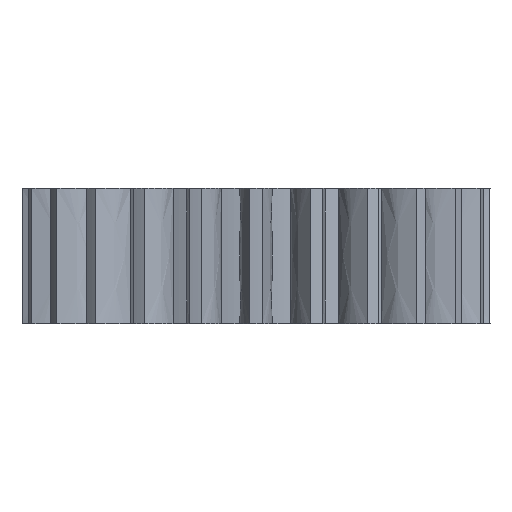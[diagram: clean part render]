
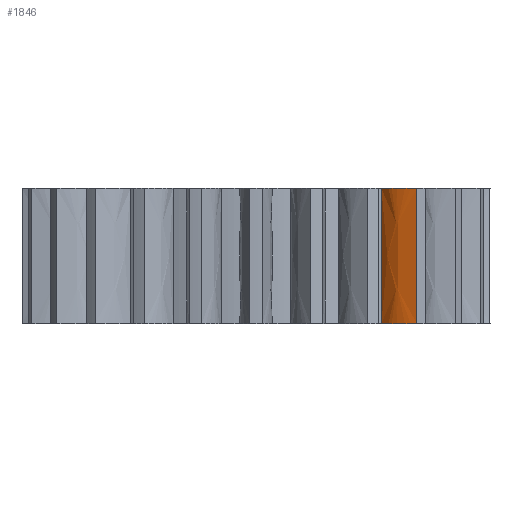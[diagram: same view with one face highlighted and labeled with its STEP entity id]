
A CAD part, front view. The second image highlights one B-rep face of the part: STEP entity #1846.
In plain terms, the highlighted free-form (B-spline) face has degree [3, 1] with [12, 2] control points.
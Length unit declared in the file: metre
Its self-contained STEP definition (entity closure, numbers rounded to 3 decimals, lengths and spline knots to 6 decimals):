
#19=B_SPLINE_SURFACE_WITH_KNOTS('',3,1,((#6103,#6104),(#6105,#6106),(#6107,
#6108),(#6109,#6110),(#6111,#6112),(#6113,#6114),(#6115,#6116),(#6117,#6118),
(#6119,#6120),(#6121,#6122),(#6123,#6124),(#6125,#6126)),
 .SURF_OF_LINEAR_EXTRUSION.,.F.,.F.,.F.,(4,1,1,1,1,1,1,1,1,4),(2,2),(0.,
0.061568,0.092352,0.123136,0.184704,
0.246272,0.369408,0.492544,0.738817,0.985089),
(0.,1.),.UNSPECIFIED.);
#149=LINE('',#5906,#254);
#169=LINE('',#6127,#274);
#254=VECTOR('',#2348,1.);
#274=VECTOR('',#2386,1.);
#748=ORIENTED_EDGE('',*,*,#1178,.T.);
#749=ORIENTED_EDGE('',*,*,#1241,.F.);
#750=ORIENTED_EDGE('',*,*,#1034,.F.);
#751=ORIENTED_EDGE('',*,*,#1261,.T.);
#1034=EDGE_CURVE('',#1331,#1332,#1516,.T.);
#1178=EDGE_CURVE('',#1476,#1475,#1586,.T.);
#1241=EDGE_CURVE('',#1332,#1475,#149,.T.);
#1261=EDGE_CURVE('',#1331,#1476,#169,.T.);
#1331=VERTEX_POINT('',#2935);
#1332=VERTEX_POINT('',#2968);
#1475=VERTEX_POINT('',#5394);
#1476=VERTEX_POINT('',#5427);
#1516=B_SPLINE_CURVE_WITH_KNOTS('',3,(#2936,#2937,#2938,#2939,#2940,#2941,
#2942,#2943,#2944,#2945,#2946,#2947,#2948,#2949,#2950,#2951,#2952,#2953,
#2954,#2955,#2956,#2957,#2958,#2959,#2960,#2961,#2962,#2963,#2964,#2965,
#2966,#2967),.UNSPECIFIED.,.F.,.F.,(4,1,1,1,1,1,1,1,1,1,1,1,1,1,1,1,1,1,
1,1,1,1,1,1,1,1,1,1,1,4),(0.,0.094719,0.105435,0.11927,
0.135639,0.154201,0.174721,0.197028,
0.220991,0.2465,0.273469,0.301822,
0.331494,0.362429,0.394578,0.427896,0.462344,
0.497886,0.534489,0.572123,0.610761,
0.650377,0.690949,0.732452,0.774869,
0.818178,0.862362,0.907405,0.953289,
0.985089),.UNSPECIFIED.);
#1586=B_SPLINE_CURVE_WITH_KNOTS('',3,(#5395,#5396,#5397,#5398,#5399,#5400,
#5401,#5402,#5403,#5404,#5405,#5406,#5407,#5408,#5409,#5410,#5411,#5412,
#5413,#5414,#5415,#5416,#5417,#5418,#5419,#5420,#5421,#5422,#5423,#5424,
#5425,#5426),.UNSPECIFIED.,.F.,.F.,(4,1,1,1,1,1,1,1,1,1,1,1,1,1,1,1,1,1,
1,1,1,1,1,1,1,1,1,1,1,4),(0.,0.094719,0.105435,0.11927,
0.135639,0.154201,0.174721,0.197028,
0.220991,0.2465,0.273469,0.301822,
0.331494,0.362429,0.394578,0.427896,0.462344,
0.497886,0.534489,0.572123,0.610761,
0.650377,0.690949,0.732452,0.774869,
0.818178,0.862362,0.907405,0.953289,
0.985089),.UNSPECIFIED.);
#1637=EDGE_LOOP('',(#748,#749,#750,#751));
#1740=FACE_BOUND('',#1637,.T.);
#1846=ADVANCED_FACE('',(#1740),#19,.F.);
#2348=DIRECTION('',(0.,0.,-1.));
#2386=DIRECTION('',(0.,0.,-1.));
#2935=CARTESIAN_POINT('',(0.008848,-0.010398,0.009525));
#2936=CARTESIAN_POINT('',(0.008848,-0.010398,0.009525));
#2937=CARTESIAN_POINT('',(0.009051,-0.010637,0.009525));
#2938=CARTESIAN_POINT('',(0.009278,-0.010904,0.009525));
#2939=CARTESIAN_POINT('',(0.009288,-0.010914,0.009525));
#2940=CARTESIAN_POINT('',(0.009299,-0.010926,0.009525));
#2941=CARTESIAN_POINT('',(0.009313,-0.01094,0.009525));
#2942=CARTESIAN_POINT('',(0.009331,-0.010958,0.009525));
#2943=CARTESIAN_POINT('',(0.009354,-0.01098,0.009525));
#2944=CARTESIAN_POINT('',(0.009382,-0.011005,0.009525));
#2945=CARTESIAN_POINT('',(0.009414,-0.011033,0.009525));
#2946=CARTESIAN_POINT('',(0.009451,-0.011064,0.009525));
#2947=CARTESIAN_POINT('',(0.009494,-0.011098,0.009525));
#2948=CARTESIAN_POINT('',(0.009542,-0.011135,0.009525));
#2949=CARTESIAN_POINT('',(0.009595,-0.011174,0.009525));
#2950=CARTESIAN_POINT('',(0.009653,-0.011215,0.009525));
#2951=CARTESIAN_POINT('',(0.009717,-0.011259,0.009525));
#2952=CARTESIAN_POINT('',(0.009787,-0.011304,0.009525));
#2953=CARTESIAN_POINT('',(0.009862,-0.011351,0.009525));
#2954=CARTESIAN_POINT('',(0.009943,-0.011399,0.009525));
#2955=CARTESIAN_POINT('',(0.010031,-0.011449,0.009525));
#2956=CARTESIAN_POINT('',(0.010124,-0.011499,0.009525));
#2957=CARTESIAN_POINT('',(0.010223,-0.01155,0.009525));
#2958=CARTESIAN_POINT('',(0.010329,-0.011602,0.009525));
#2959=CARTESIAN_POINT('',(0.01044,-0.011654,0.009525));
#2960=CARTESIAN_POINT('',(0.010558,-0.011706,0.009525));
#2961=CARTESIAN_POINT('',(0.010682,-0.011758,0.009525));
#2962=CARTESIAN_POINT('',(0.010813,-0.011809,0.009525));
#2963=CARTESIAN_POINT('',(0.01095,-0.01186,0.009525));
#2964=CARTESIAN_POINT('',(0.011093,-0.01191,0.009525));
#2965=CARTESIAN_POINT('',(0.011227,-0.011954,0.009525));
#2966=CARTESIAN_POINT('',(0.011313,-0.01198,0.009525));
#2967=CARTESIAN_POINT('',(0.011349,-0.011991,0.009525));
#2968=CARTESIAN_POINT('',(0.011349,-0.011991,0.009525));
#5394=CARTESIAN_POINT('',(0.011349,-0.011991,0.));
#5395=CARTESIAN_POINT('',(0.008848,-0.010398,0.));
#5396=CARTESIAN_POINT('',(0.009051,-0.010637,0.));
#5397=CARTESIAN_POINT('',(0.009278,-0.010904,0.));
#5398=CARTESIAN_POINT('',(0.009288,-0.010914,0.));
#5399=CARTESIAN_POINT('',(0.009299,-0.010926,0.));
#5400=CARTESIAN_POINT('',(0.009313,-0.01094,0.));
#5401=CARTESIAN_POINT('',(0.009331,-0.010958,0.));
#5402=CARTESIAN_POINT('',(0.009354,-0.01098,0.));
#5403=CARTESIAN_POINT('',(0.009382,-0.011005,0.));
#5404=CARTESIAN_POINT('',(0.009414,-0.011033,0.));
#5405=CARTESIAN_POINT('',(0.009451,-0.011064,0.));
#5406=CARTESIAN_POINT('',(0.009494,-0.011098,0.));
#5407=CARTESIAN_POINT('',(0.009542,-0.011135,0.));
#5408=CARTESIAN_POINT('',(0.009595,-0.011174,0.));
#5409=CARTESIAN_POINT('',(0.009653,-0.011215,0.));
#5410=CARTESIAN_POINT('',(0.009717,-0.011259,0.));
#5411=CARTESIAN_POINT('',(0.009787,-0.011304,0.));
#5412=CARTESIAN_POINT('',(0.009862,-0.011351,0.));
#5413=CARTESIAN_POINT('',(0.009943,-0.011399,0.));
#5414=CARTESIAN_POINT('',(0.010031,-0.011449,0.));
#5415=CARTESIAN_POINT('',(0.010124,-0.011499,0.));
#5416=CARTESIAN_POINT('',(0.010223,-0.01155,0.));
#5417=CARTESIAN_POINT('',(0.010329,-0.011602,0.));
#5418=CARTESIAN_POINT('',(0.01044,-0.011654,0.));
#5419=CARTESIAN_POINT('',(0.010558,-0.011706,0.));
#5420=CARTESIAN_POINT('',(0.010682,-0.011758,0.));
#5421=CARTESIAN_POINT('',(0.010813,-0.011809,0.));
#5422=CARTESIAN_POINT('',(0.01095,-0.01186,0.));
#5423=CARTESIAN_POINT('',(0.011093,-0.01191,0.));
#5424=CARTESIAN_POINT('',(0.011227,-0.011954,0.));
#5425=CARTESIAN_POINT('',(0.011313,-0.01198,0.));
#5426=CARTESIAN_POINT('',(0.011349,-0.011991,0.));
#5427=CARTESIAN_POINT('',(0.008848,-0.010398,0.));
#5906=CARTESIAN_POINT('',(0.011349,-0.011991,0.009525));
#6103=CARTESIAN_POINT('',(0.008848,-0.010398,0.009525));
#6104=CARTESIAN_POINT('',(0.008848,-0.010398,0.));
#6105=CARTESIAN_POINT('',(0.00898,-0.010553,0.009525));
#6106=CARTESIAN_POINT('',(0.00898,-0.010553,0.));
#6107=CARTESIAN_POINT('',(0.009182,-0.01079,0.009525));
#6108=CARTESIAN_POINT('',(0.009182,-0.01079,0.));
#6109=CARTESIAN_POINT('',(0.009294,-0.010922,0.009525));
#6110=CARTESIAN_POINT('',(0.009294,-0.010922,0.));
#6111=CARTESIAN_POINT('',(0.009299,-0.010926,0.009525));
#6112=CARTESIAN_POINT('',(0.009299,-0.010926,0.));
#6113=CARTESIAN_POINT('',(0.009365,-0.010992,0.009525));
#6114=CARTESIAN_POINT('',(0.009365,-0.010992,0.));
#6115=CARTESIAN_POINT('',(0.009475,-0.011085,0.009525));
#6116=CARTESIAN_POINT('',(0.009475,-0.011085,0.));
#6117=CARTESIAN_POINT('',(0.009659,-0.011224,0.009525));
#6118=CARTESIAN_POINT('',(0.009659,-0.011224,0.));
#6119=CARTESIAN_POINT('',(0.010012,-0.011448,0.009525));
#6120=CARTESIAN_POINT('',(0.010012,-0.011448,0.));
#6121=CARTESIAN_POINT('',(0.010556,-0.011721,0.009525));
#6122=CARTESIAN_POINT('',(0.010556,-0.011721,0.));
#6123=CARTESIAN_POINT('',(0.011073,-0.011908,0.009525));
#6124=CARTESIAN_POINT('',(0.011073,-0.011908,0.));
#6125=CARTESIAN_POINT('',(0.011349,-0.011991,0.009525));
#6126=CARTESIAN_POINT('',(0.011349,-0.011991,0.));
#6127=CARTESIAN_POINT('',(0.008848,-0.010398,0.009525));
